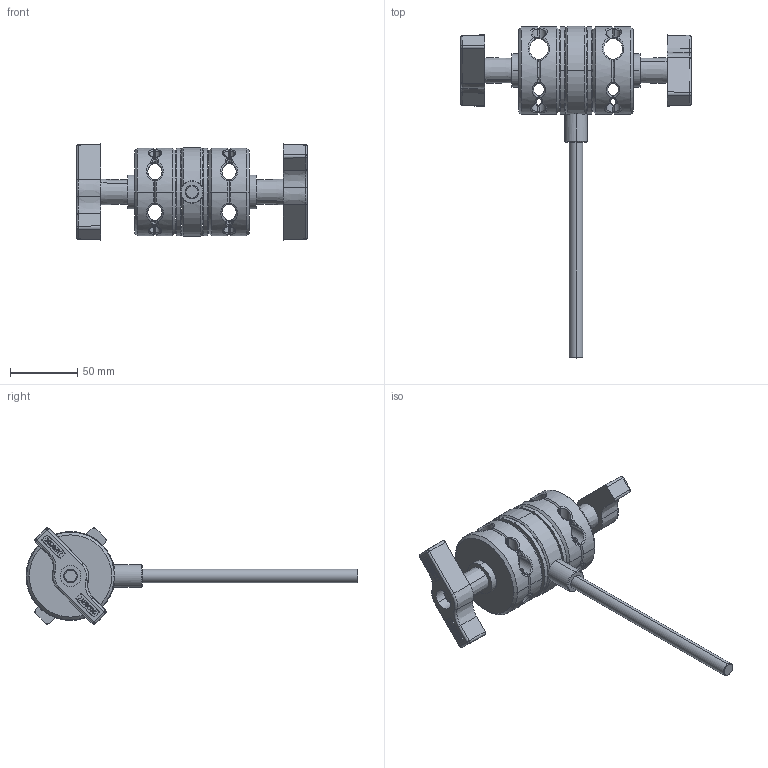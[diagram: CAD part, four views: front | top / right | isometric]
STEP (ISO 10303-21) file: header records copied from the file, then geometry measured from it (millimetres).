
FILE_DESCRIPTION (( 'STEP AP203' ), '1' );
FILE_NAME ('G1220.STEP', '2018-09-26T14:44:33', ( '' ), ( '' ), 'SwSTEP 2.0', 'SolidWorks 2016', '' );
FILE_SCHEMA (( 'CONFIG_CONTROL_DESIGN' ));
Length unit declared in the file: millimetre
Products named in the file (9): Doughty Knob_S0122; TH1825_TH1825; TH2469; TH1827; TH2474; TH1835; TH2468; TH1824_TH1824; G1220
Assembly tree (13 placements, depth 2):
  G1220
    TH2468
    TH2469
    TH1835  x2
    TH2474
    TH1825_TH1825  x2
    TH1824_TH1824  x2
    TH1827  x2
    Doughty Knob_S0122  x2
Bounding box: 171.56 x 246 x 71.17 mm (x, y, z)
Volume: 301700.6 mm3; surface area: 100292.8 mm2
Topology: 13 solids, 13 shells, 2977 faces, 6956 edges, 4227 vertices
Faces by surface type: plane 1604, cylinder 613, cone 592, bspline 64, torus 52, sphere 52
Entity records: 68152 total; most frequent: CARTESIAN_POINT 17342, DIRECTION 10324, ORIENTED_EDGE 10308, EDGE_CURVE 5154, AXIS2_PLACEMENT_3D 3555, LINE 3214, VECTOR 3214, VERTEX_POINT 3079
